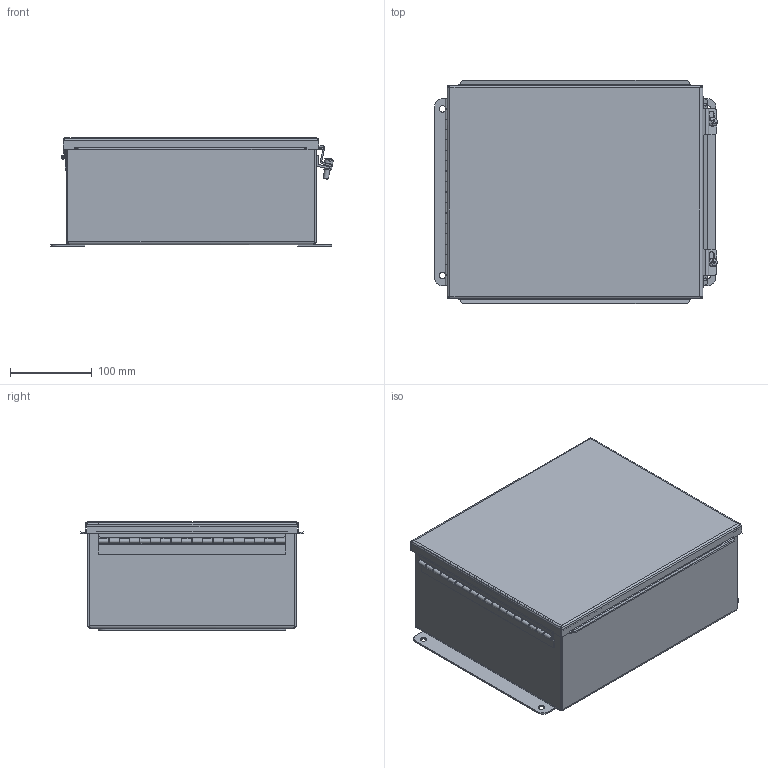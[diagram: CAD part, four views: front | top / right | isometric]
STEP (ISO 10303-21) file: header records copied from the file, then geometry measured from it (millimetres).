
FILE_DESCRIPTION(/* description */ ('JIC,CH,H/SHORT SIDE,12X12X5'),/* implementation_level */ '2;1');
FILE_NAME(/* name */ 'B121005CHS.stp',/* time_stamp */ '2021-10-23T15:48:39-05:00',/* author */ ('DN'),/* organization */ (''),/* preprocessor_version */ 'ST-DEVELOPER v18',/* originating_system */ 'Autodesk Inventor 2020',/* authorisation */ '');
FILE_SCHEMA (('AUTOMOTIVE_DESIGN { 1 0 10303 214 3 1 1 }'));
Length unit declared in the file: inch
Products named in the file (14): B121005CHS; 3499; 3484; C1001; C1002; 372134; B_121005_SBKP; 328122; 328122LH; 328122P; 328122TH; 316166 (10x12); 38811; B_1210CHS_LID
Assembly tree (21 placements, depth 3):
  B121005CHS
    3499  x4
    3484  x2
    C1001  x2
    C1002  x2
    372134  x2
    B_121005_SBKP
    328122
      328122LH
      328122P
      328122TH
    316166 (10x12)  x2
    38811
    B_1210CHS_LID
Bounding box: 344.94 x 272.22 x 132.44 mm (x, y, z)
Volume: 626183.6 mm3; surface area: 771599.3 mm2
Topology: 20 solids, 20 shells, 485 faces, 1209 edges, 773 vertices
Faces by surface type: plane 307, cylinder 123, bspline 46, sphere 4, cone 3, torus 2
Full cylindrical faces by diameter (mm): 2.54 x1, 2.957 x18, 3.556 x2, 3.962 x4, 4.826 x1, 4.978 x2, 6.35 x3, 7.62 x4, 7.874 x4, 8.738 x2, 10.402 x2, 15.875 x4
Entity records: 12951 total; most frequent: CARTESIAN_POINT 3025, ORIENTED_EDGE 1894, DIRECTION 1820, EDGE_CURVE 947, LINE 694, VECTOR 694, VERTEX_POINT 595, AXIS2_PLACEMENT_3D 563
